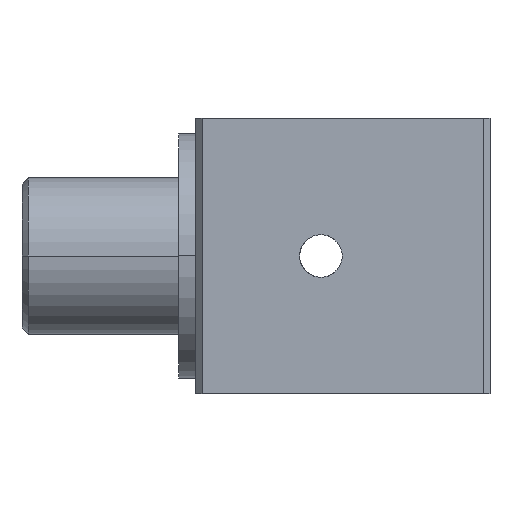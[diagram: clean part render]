
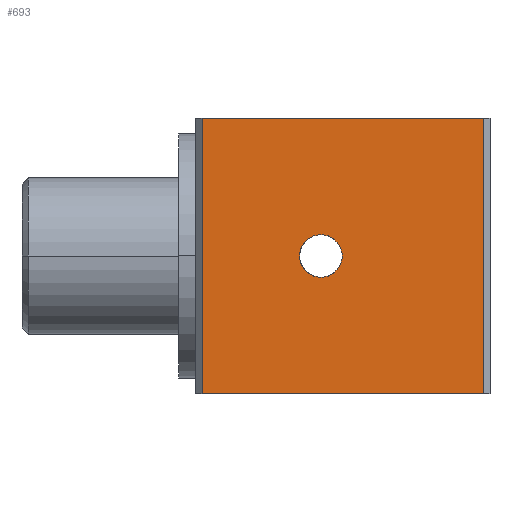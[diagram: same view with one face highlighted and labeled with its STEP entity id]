
A CAD part, front view. The second image highlights one B-rep face of the part: STEP entity #693.
In plain terms, the highlighted planar face has unit normal (0, -1, 0).
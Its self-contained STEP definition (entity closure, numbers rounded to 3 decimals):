
#103 = EDGE_CURVE ( 'NONE', #759, #754, #1294, .T. ) ;
#119 = EDGE_CURVE ( 'NONE', #736, #685, #1252, .T. ) ;
#128 = EDGE_CURVE ( 'NONE', #736, #754, #1261, .T. ) ;
#163 = AXIS2_PLACEMENT_3D ( 'NONE', #278, #541, #607 ) ;
#179 = EDGE_CURVE ( 'NONE', #685, #759, #1204, .T. ) ;
#228 = AXIS2_PLACEMENT_3D ( 'NONE', #521, #572, #425 ) ;
#242 = EDGE_CURVE ( 'NONE', #775, #768, #1150, .T. ) ;
#246 = EDGE_CURVE ( 'NONE', #768, #775, #1147, .T. ) ;
#262 = AXIS2_PLACEMENT_3D ( 'NONE', #308, #382, #537 ) ;
#278 = CARTESIAN_POINT ( 'NONE',  ( -27., -87.5, 0. ) ) ;
#280 = PLANE ( 'NONE',  #262 ) ;
#288 = CARTESIAN_POINT ( 'NONE',  ( -27., -87.5, -3.4 ) ) ;
#308 = CARTESIAN_POINT ( 'NONE',  ( -47., -87.5, -22. ) ) ;
#351 = CARTESIAN_POINT ( 'NONE',  ( -46., -87.5, -22. ) ) ;
#382 = DIRECTION ( 'NONE',  ( 0., -1., 0. ) ) ;
#425 = DIRECTION ( 'NONE',  ( 0., 0., 1. ) ) ;
#463 = CARTESIAN_POINT ( 'NONE',  ( -46., -87.5, 22. ) ) ;
#521 = CARTESIAN_POINT ( 'NONE',  ( -27., -87.5, 0. ) ) ;
#537 = DIRECTION ( 'NONE',  ( 0., 0., -1. ) ) ;
#541 = DIRECTION ( 'NONE',  ( 0., 1., 0. ) ) ;
#561 = CARTESIAN_POINT ( 'NONE',  ( -1., -87.5, -22. ) ) ;
#572 = DIRECTION ( 'NONE',  ( 0., 1., 0. ) ) ;
#575 = CARTESIAN_POINT ( 'NONE',  ( -1., -87.5, 22. ) ) ;
#586 = CARTESIAN_POINT ( 'NONE',  ( -27., -87.5, 3.4 ) ) ;
#607 = DIRECTION ( 'NONE',  ( 0., 0., 1. ) ) ;
#685 = VERTEX_POINT ( 'NONE', #351 ) ;
#693 = ADVANCED_FACE ( 'NONE', ( #1114, #1116 ), #280, .T. ) ;
#736 = VERTEX_POINT ( 'NONE', #463 ) ;
#754 = VERTEX_POINT ( 'NONE', #575 ) ;
#759 = VERTEX_POINT ( 'NONE', #561 ) ;
#768 = VERTEX_POINT ( 'NONE', #586 ) ;
#775 = VERTEX_POINT ( 'NONE', #288 ) ;
#848 = DIRECTION ( 'NONE',  ( 1., 0., 0. ) ) ;
#849 = CARTESIAN_POINT ( 'NONE',  ( -47., -87.5, -22. ) ) ;
#872 = CARTESIAN_POINT ( 'NONE',  ( -1., -87.5, -22. ) ) ;
#953 = DIRECTION ( 'NONE',  ( 1., 0., 0. ) ) ;
#954 = CARTESIAN_POINT ( 'NONE',  ( -47., -87.5, 22. ) ) ;
#1010 = DIRECTION ( 'NONE',  ( 0., 0., -1. ) ) ;
#1011 = CARTESIAN_POINT ( 'NONE',  ( -46., -87.5, -22. ) ) ;
#1042 = DIRECTION ( 'NONE',  ( 0., 0., 1. ) ) ;
#1114 = FACE_BOUND ( 'NONE', #1428, .T. ) ;
#1116 = FACE_OUTER_BOUND ( 'NONE', #1430, .T. ) ;
#1147 = CIRCLE ( 'NONE', #163, 3.4 ) ;
#1150 = CIRCLE ( 'NONE', #228, 3.4 ) ;
#1203 = VECTOR ( 'NONE', #848, 1000. ) ;
#1204 = LINE ( 'NONE', #849, #1203 ) ;
#1251 = VECTOR ( 'NONE', #1010, 1000. ) ;
#1252 = LINE ( 'NONE', #1011, #1251 ) ;
#1254 = VECTOR ( 'NONE', #953, 1000. ) ;
#1261 = LINE ( 'NONE', #954, #1254 ) ;
#1276 = VECTOR ( 'NONE', #1042, 1000. ) ;
#1294 = LINE ( 'NONE', #872, #1276 ) ;
#1428 = EDGE_LOOP ( 'NONE', ( #1444, #1445 ) ) ;
#1430 = EDGE_LOOP ( 'NONE', ( #1446, #1566, #1564, #1565 ) ) ;
#1444 = ORIENTED_EDGE ( 'NONE', *, *, #246, .T. ) ;
#1445 = ORIENTED_EDGE ( 'NONE', *, *, #242, .T. ) ;
#1446 = ORIENTED_EDGE ( 'NONE', *, *, #128, .F. ) ;
#1564 = ORIENTED_EDGE ( 'NONE', *, *, #179, .T. ) ;
#1565 = ORIENTED_EDGE ( 'NONE', *, *, #103, .T. ) ;
#1566 = ORIENTED_EDGE ( 'NONE', *, *, #119, .T. ) ;
